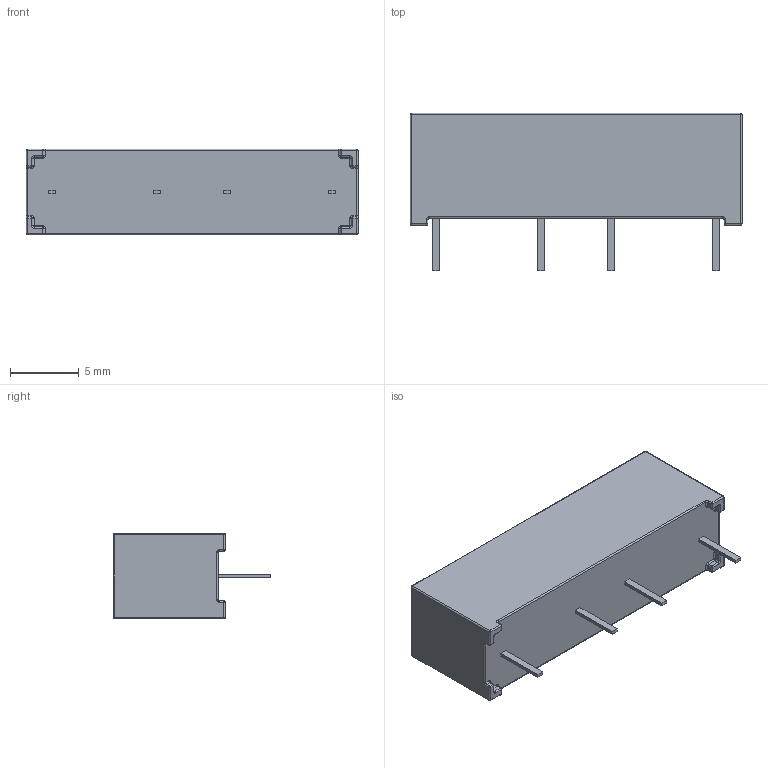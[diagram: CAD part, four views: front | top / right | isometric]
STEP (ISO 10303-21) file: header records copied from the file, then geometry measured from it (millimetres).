
FILE_DESCRIPTION (( 'STEP AP203' ), '1' );
FILE_NAME ('104-1-A-X-3X.STEP', '2010-06-29T13:23:44', ( ' ' ), ( '' ), 'SwSTEP 2.0', 'SolidWorks 2009', '' );
FILE_SCHEMA (( 'CONFIG_CONTROL_DESIGN' ));
Products named in the file (1): 104-1-A-X-3X
Bounding box: 24.1 x 11.43 x 6.22 mm (x, y, z)
Volume: 1146.4 mm3; surface area: 787.9 mm2
Topology: 1 solids, 1 shells, 794 faces, 2058 edges, 1312 vertices
Faces by surface type: plane 444, bspline 230, cylinder 72, sphere 28, torus 20
Entity records: 36139 total; most frequent: CARTESIAN_POINT 18303, ORIENTED_EDGE 4060, DIRECTION 2864, EDGE_CURVE 2030, VECTOR 1406, LINE 1406, VERTEX_POINT 1312, EDGE_LOOP 868
